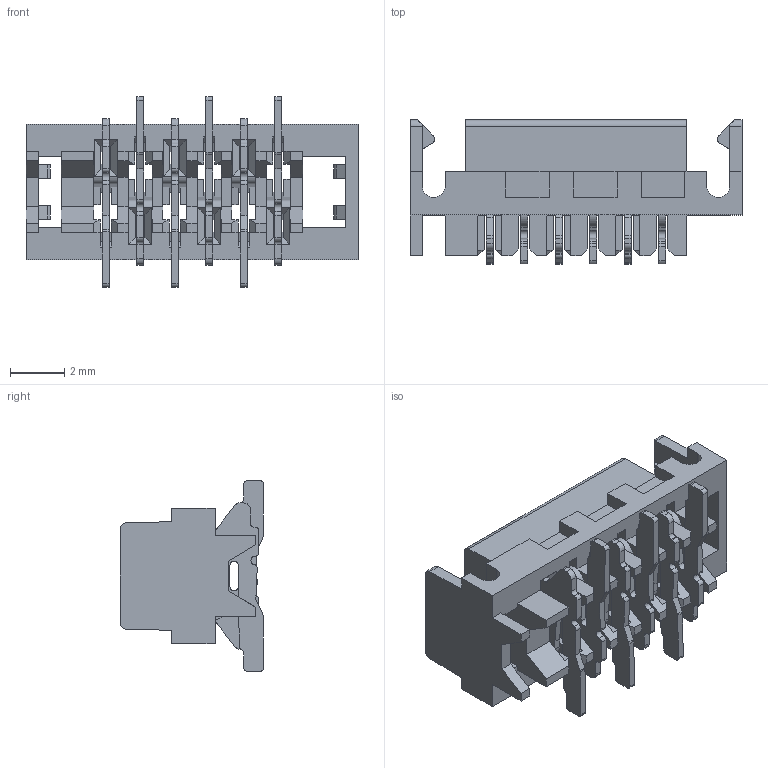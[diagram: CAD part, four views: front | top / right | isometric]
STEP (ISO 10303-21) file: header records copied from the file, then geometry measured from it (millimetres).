
FILE_DESCRIPTION(/* description */ (''),/* implementation_level */ '2;1');
FILE_NAME(/* name */ '6990-5-06-1-xx.stp',/* time_stamp */ '2025-10-16T13:03:32+02:00',/* author */ ('andreas.larin'),/* organization */ (''),/* preprocessor_version */ 'ST-DEVELOPER v20',/* originating_system */ 'Autodesk Inventor 2025',/* authorisation */ '');
FILE_SCHEMA (('AUTOMOTIVE_DESIGN { 1 0 10303 214 3 1 1 }'));
Length unit declared in the file: millimetre
Products named in the file (1): 6990-5-06-1-xx
Bounding box: 12.22 x 5.3 x 7 mm (x, y, z)
Volume: 144.8 mm3; surface area: 694.8 mm2
Topology: 1 solids, 1 shells, 786 faces, 2364 edges, 1564 vertices
Faces by surface type: plane 568, cylinder 218
Entity records: 27319 total; most frequent: ORIENTED_EDGE 4728, CARTESIAN_POINT 4715, DIRECTION 4390, EDGE_CURVE 2364, LINE 1912, VECTOR 1912, VERTEX_POINT 1564, AXIS2_PLACEMENT_3D 1239
